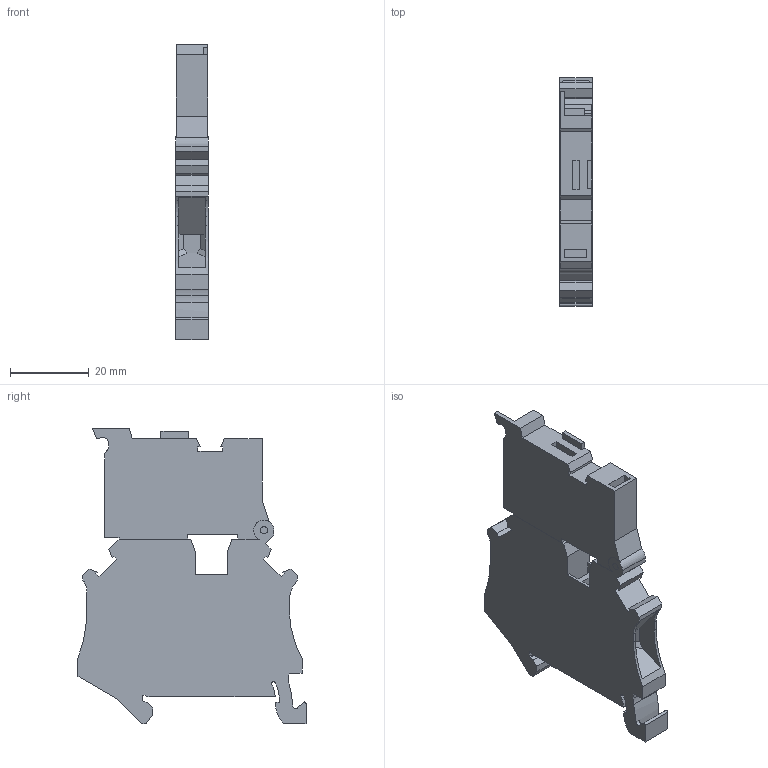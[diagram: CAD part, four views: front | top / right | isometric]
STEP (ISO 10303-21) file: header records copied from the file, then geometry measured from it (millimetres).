
FILE_DESCRIPTION(('STEP AP214'),'1');
FILE_NAME('cctmp_87AF2016-771E-41BD-BE58-0F838360ECCE_2023_07_24_09_25_50_0216..stp','2023-07-24T07:25:50',('SIEMENS A&D'),('CADClick - www.CADClick.com'),'Spatial InterOp 3D postprocessed',' ','unknown authorization');
FILE_SCHEMA(('AUTOMOTIVE_DESIGN'));
Length unit declared in the file: millimetre
Products named in the file (1): 2023_07_24_09_25_50_0210
Bounding box: 8.15 x 57.8 x 74.98 mm (x, y, z)
Volume: 22400.2 mm3; surface area: 10296.4 mm2
Topology: 1 solids, 1 shells, 176 faces, 510 edges, 338 vertices
Faces by surface type: plane 149, cylinder 27
Entity records: 6292 total; most frequent: CARTESIAN_POINT 1025, ORIENTED_EDGE 1020, DIRECTION 929, EDGE_CURVE 510, LINE 445, VECTOR 445, VERTEX_POINT 338, AXIS2_PLACEMENT_3D 242
